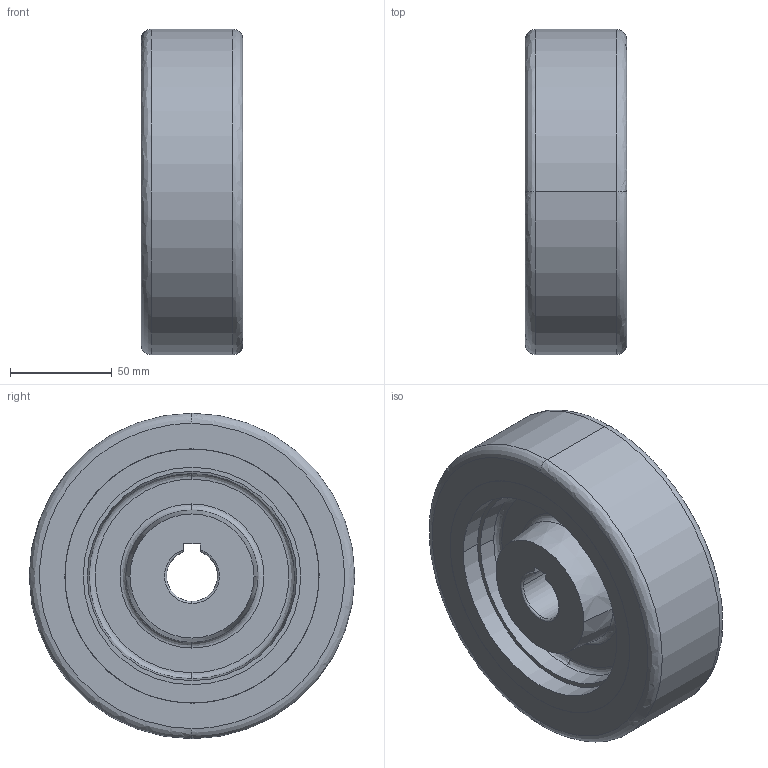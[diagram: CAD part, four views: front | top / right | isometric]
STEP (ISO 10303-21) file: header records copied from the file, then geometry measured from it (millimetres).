
FILE_DESCRIPTION (( 'STEP AP214' ), '1' );
FILE_NAME ('0036990.step', '2022-12-05T13:18:06', ( '' ), ( '' ), 'SwSTEP 2.0', 'SolidWorks 2020', '' );
FILE_SCHEMA (( 'AUTOMOTIVE_DESIGN' ));
Length unit declared in the file: millimetre
Products named in the file (1): 0036990
Bounding box: 50 x 160 x 160 mm (x, y, z)
Surface area: 85630.7 mm2 (no closed solid volume)
Topology: 0 solids, 2 shells, 58 faces, 145 edges, 94 vertices
Faces by surface type: bspline 24, plane 15, cylinder 11, cone 8
Entity records: 4138 total; most frequent: CARTESIAN_POINT 2899, ORIENTED_EDGE 277, DIRECTION 207, EDGE_CURVE 145, VERTEX_POINT 94, AXIS2_PLACEMENT_3D 86, EDGE_LOOP 66, ADVANCED_FACE 58
